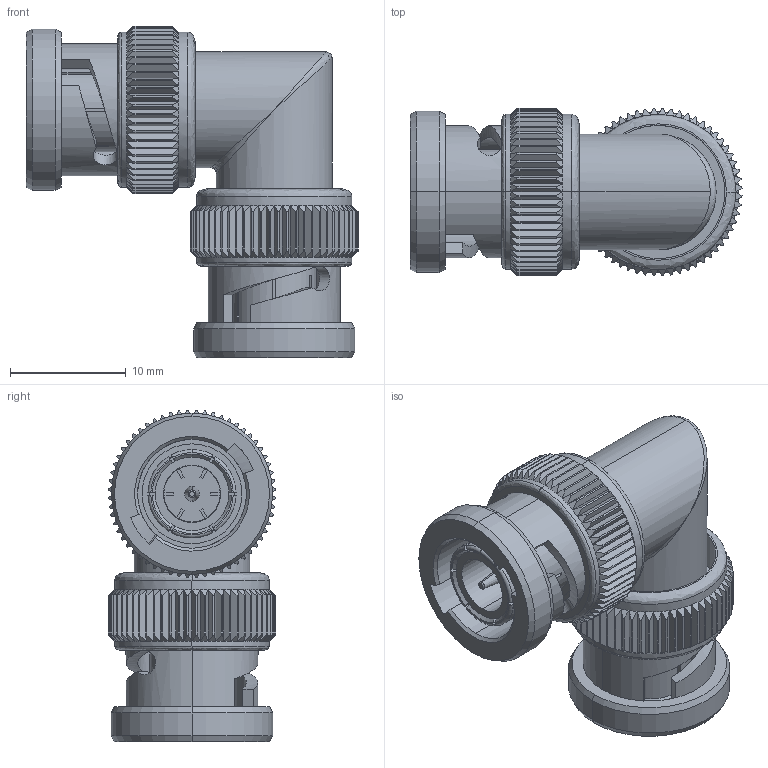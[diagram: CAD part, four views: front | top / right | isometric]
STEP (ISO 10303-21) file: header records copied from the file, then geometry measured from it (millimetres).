
FILE_DESCRIPTION (( 'STEP AP214' ), '1' );
FILE_NAME ('FMAD1150_3D.step', '2024-12-16T22:18:18', ( '' ), ( '' ), 'SwSTEP 2.0', 'SolidWorks 2022', '' );
FILE_SCHEMA (( 'AUTOMOTIVE_DESIGN' ));
Length unit declared in the file: inch
Products named in the file (1): FMAD1150_3D
Bounding box: 28.66 x 14.46 x 28.66 mm (x, y, z)
Volume: 3931.3 mm3; surface area: 4104.8 mm2
Topology: 1 solids, 3 shells, 902 faces, 2102 edges, 1214 vertices
Faces by surface type: plane 370, cone 286, cylinder 202, bspline 26, torus 18
Entity records: 28652 total; most frequent: CARTESIAN_POINT 9019, ORIENTED_EDGE 4196, DIRECTION 3998, EDGE_CURVE 2098, AXIS2_PLACEMENT_3D 1643, VERTEX_POINT 1214, EDGE_LOOP 922, ADVANCED_FACE 902
